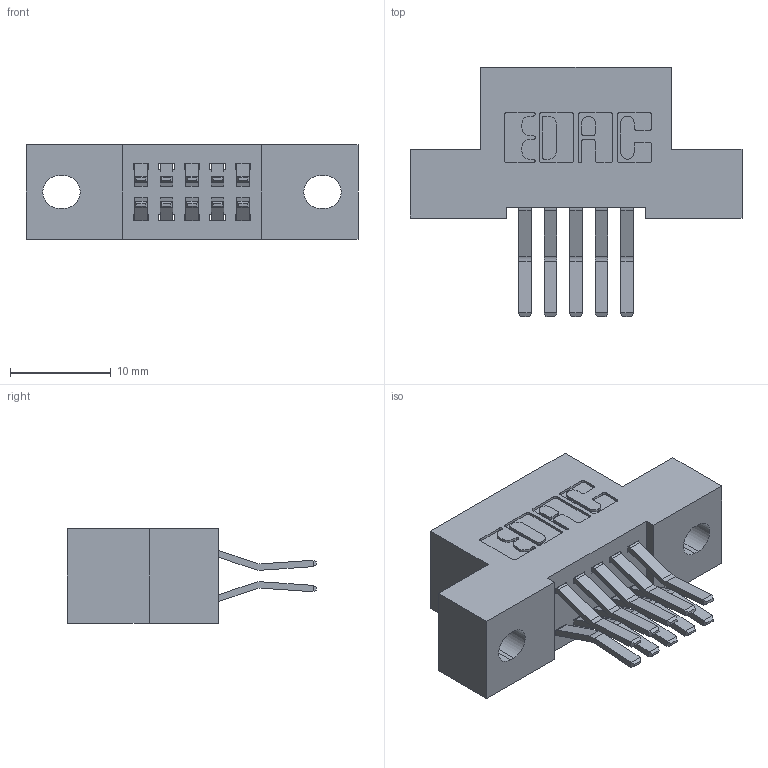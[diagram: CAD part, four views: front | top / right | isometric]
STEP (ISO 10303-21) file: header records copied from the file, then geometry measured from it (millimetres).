
FILE_DESCRIPTION (( 'STEP AP203' ), '1' );
FILE_NAME ('392-010-560-202.STEP', '2019-10-05T01:22:23', ( '' ), ( '' ), 'SwSTEP 2.0', 'SolidWorks 2016', '' );
FILE_SCHEMA (( 'CONFIG_CONTROL_DESIGN' ));
Length unit declared in the file: inch
Products named in the file (3): 392-010-560-202; 342 Part_.128 Slot; 345-292-001_560 Tail
Assembly tree (11 placements, depth 2):
  392-010-560-202
    342 Part_.128 Slot
    345-292-001_560 Tail  x10
Bounding box: 33.02 x 24.78 x 9.4 mm (x, y, z)
Volume: 2805.2 mm3; surface area: 3571.4 mm2
Topology: 11 solids, 11 shells, 654 faces, 1921 edges, 1266 vertices
Faces by surface type: plane 430, cylinder 224
Entity records: 8093 total; most frequent: CARTESIAN_POINT 1386, ORIENTED_EDGE 1322, DIRECTION 1253, EDGE_CURVE 661, VECTOR 529, LINE 529, VERTEX_POINT 438, AXIS2_PLACEMENT_3D 362
